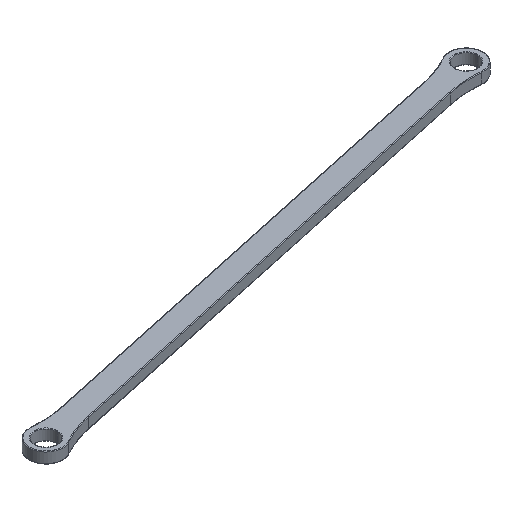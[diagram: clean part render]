
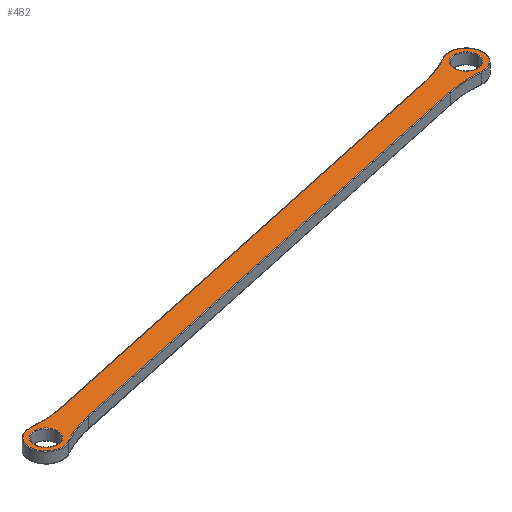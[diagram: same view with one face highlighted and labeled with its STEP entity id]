
A CAD part, isometric view. The second image highlights one B-rep face of the part: STEP entity #482.
In plain terms, the highlighted planar face has unit normal (0, 0, 1).
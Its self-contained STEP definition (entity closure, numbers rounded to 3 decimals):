
#6 = CARTESIAN_POINT ( 'NONE',  ( -208.183, 232.773, 0. ) ) ;
#9 = CIRCLE ( 'NONE', #822, 30.15 ) ;
#20 = VERTEX_POINT ( 'NONE', #417 ) ;
#23 = ORIENTED_EDGE ( 'NONE', *, *, #471, .T. ) ;
#35 = DIRECTION ( 'NONE',  ( 0., 0., 1. ) ) ;
#42 = CARTESIAN_POINT ( 'NONE',  ( -71.213, 194.827, 0. ) ) ;
#50 = CARTESIAN_POINT ( 'NONE',  ( 0., 0., 0. ) ) ;
#52 = CARTESIAN_POINT ( 'NONE',  ( -85.143, 259.341, 0. ) ) ;
#56 = CARTESIAN_POINT ( 'NONE',  ( -211.054, 198.393, 0. ) ) ;
#62 = DIRECTION ( 'NONE',  ( -0.977, -0.211, 0. ) ) ;
#80 = AXIS2_PLACEMENT_3D ( 'NONE', #56, #1190, #324 ) ;
#84 = VERTEX_POINT ( 'NONE', #1077 ) ;
#88 = AXIS2_PLACEMENT_3D ( 'NONE', #468, #186, #1140 ) ;
#95 = DIRECTION ( 'NONE',  ( 0., 0., 1. ) ) ;
#132 = CIRCLE ( 'NONE', #80, 3.15 ) ;
#141 = EDGE_CURVE ( 'NONE', #20, #1168, #529, .T. ) ;
#143 = ORIENTED_EDGE ( 'NONE', *, *, #1050, .T. ) ;
#172 = CIRCLE ( 'NONE', #874, 4.35 ) ;
#186 = DIRECTION ( 'NONE',  ( 0., 0., -1. ) ) ;
#212 = EDGE_CURVE ( 'NONE', #236, #1102, #372, .T. ) ;
#236 = VERTEX_POINT ( 'NONE', #651 ) ;
#245 = ORIENTED_EDGE ( 'NONE', *, *, #369, .T. ) ;
#247 = DIRECTION ( 'NONE',  ( 0., 0., -1. ) ) ;
#278 = EDGE_CURVE ( 'NONE', #974, #492, #795, .T. ) ;
#283 = DIRECTION ( 'NONE',  ( 1., 0., 0. ) ) ;
#312 = VECTOR ( 'NONE', #62, 1000. ) ;
#321 = CARTESIAN_POINT ( 'NONE',  ( -70.461, 233.007, 0. ) ) ;
#324 = DIRECTION ( 'NONE',  ( 1., 0., 0. ) ) ;
#327 = PLANE ( 'NONE',  #980 ) ;
#335 = VERTEX_POINT ( 'NONE', #755 ) ;
#341 = ORIENTED_EDGE ( 'NONE', *, *, #989, .T. ) ;
#354 = CARTESIAN_POINT ( 'NONE',  ( -200.617, 197.731, 0. ) ) ;
#359 = ORIENTED_EDGE ( 'NONE', *, *, #141, .T. ) ;
#366 = VERTEX_POINT ( 'NONE', #377 ) ;
#367 = ORIENTED_EDGE ( 'NONE', *, *, #212, .T. ) ;
#369 = EDGE_CURVE ( 'NONE', #1168, #335, #9, .T. ) ;
#372 = CIRCLE ( 'NONE', #466, 3.15 ) ;
#377 = CARTESIAN_POINT ( 'NONE',  ( -207.904, 198.393, 0. ) ) ;
#416 = DIRECTION ( 'NONE',  ( 0., 0., -1. ) ) ;
#417 = CARTESIAN_POINT ( 'NONE',  ( -78.78, 229.87, 0. ) ) ;
#433 = DIRECTION ( 'NONE',  ( 1., 0., 0. ) ) ;
#457 = EDGE_CURVE ( 'NONE', #791, #974, #172, .T. ) ;
#459 = FACE_OUTER_BOUND ( 'NONE', #617, .T. ) ;
#465 = VECTOR ( 'NONE', #684, 1000. ) ;
#466 = AXIS2_PLACEMENT_3D ( 'NONE', #801, #247, #433 ) ;
#468 = CARTESIAN_POINT ( 'NONE',  ( -194.253, 168.26, 0. ) ) ;
#471 = EDGE_CURVE ( 'NONE', #84, #791, #643, .T. ) ;
#482 = ADVANCED_FACE ( 'NONE', ( #1072, #459, #663 ), #327, .T. ) ;
#488 = CARTESIAN_POINT ( 'NONE',  ( -63.993, 229.208, 0. ) ) ;
#492 = VERTEX_POINT ( 'NONE', #321 ) ;
#498 = AXIS2_PLACEMENT_3D ( 'NONE', #52, #416, #701 ) ;
#501 = EDGE_CURVE ( 'NONE', #1008, #366, #132, .T. ) ;
#512 = AXIS2_PLACEMENT_3D ( 'NONE', #553, #1120, #1128 ) ;
#515 = EDGE_CURVE ( 'NONE', #366, #1008, #1158, .T. ) ;
#518 = ORIENTED_EDGE ( 'NONE', *, *, #457, .T. ) ;
#525 = EDGE_CURVE ( 'NONE', #1102, #236, #1105, .T. ) ;
#528 = LINE ( 'NONE', #803, #465 ) ;
#529 = LINE ( 'NONE', #534, #312 ) ;
#534 = CARTESIAN_POINT ( 'NONE',  ( -201.82, 203.302, 0. ) ) ;
#544 = CIRCLE ( 'NONE', #498, 30.15 ) ;
#553 = CARTESIAN_POINT ( 'NONE',  ( -68.343, 229.208, 0. ) ) ;
#561 = DIRECTION ( 'NONE',  ( 0., 0., -1. ) ) ;
#603 = ORIENTED_EDGE ( 'NONE', *, *, #501, .T. ) ;
#616 = DIRECTION ( 'NONE',  ( 0., 0., -1. ) ) ;
#617 = EDGE_LOOP ( 'NONE', ( #518, #831, #1103, #359, #245, #143, #704, #341, #23 ) ) ;
#643 = CIRCLE ( 'NONE', #1086, 30.15 ) ;
#651 = CARTESIAN_POINT ( 'NONE',  ( -65.193, 229.208, 0. ) ) ;
#663 = FACE_BOUND ( 'NONE', #778, .T. ) ;
#684 = DIRECTION ( 'NONE',  ( 0.977, 0.211, 0. ) ) ;
#700 = CARTESIAN_POINT ( 'NONE',  ( -68.343, 229.208, 0. ) ) ;
#701 = DIRECTION ( 'NONE',  ( 1., 0., 0. ) ) ;
#703 = DIRECTION ( 'NONE',  ( 1., 0., 0. ) ) ;
#704 = ORIENTED_EDGE ( 'NONE', *, *, #1083, .T. ) ;
#706 = CARTESIAN_POINT ( 'NONE',  ( -68.343, 229.208, 0. ) ) ;
#711 = DIRECTION ( 'NONE',  ( 0., 0., 1. ) ) ;
#748 = CARTESIAN_POINT ( 'NONE',  ( -211.054, 198.393, 0. ) ) ;
#755 = CARTESIAN_POINT ( 'NONE',  ( -210.692, 202.727, 0. ) ) ;
#770 = VERTEX_POINT ( 'NONE', #852 ) ;
#772 = DIRECTION ( 'NONE',  ( 1., 0., 0. ) ) ;
#778 = EDGE_LOOP ( 'NONE', ( #367, #1091 ) ) ;
#782 = CIRCLE ( 'NONE', #88, 30.15 ) ;
#791 = VERTEX_POINT ( 'NONE', #844 ) ;
#795 = CIRCLE ( 'NONE', #512, 4.35 ) ;
#801 = CARTESIAN_POINT ( 'NONE',  ( -68.343, 229.208, 0. ) ) ;
#803 = CARTESIAN_POINT ( 'NONE',  ( -49.73, 230.311, 0. ) ) ;
#822 = AXIS2_PLACEMENT_3D ( 'NONE', #6, #561, #283 ) ;
#831 = ORIENTED_EDGE ( 'NONE', *, *, #278, .T. ) ;
#840 = CARTESIAN_POINT ( 'NONE',  ( -71.493, 229.208, 0. ) ) ;
#844 = CARTESIAN_POINT ( 'NONE',  ( -68.705, 224.873, 0. ) ) ;
#852 = CARTESIAN_POINT ( 'NONE',  ( -208.935, 194.593, 0. ) ) ;
#870 = ORIENTED_EDGE ( 'NONE', *, *, #515, .T. ) ;
#874 = AXIS2_PLACEMENT_3D ( 'NONE', #700, #711, #982 ) ;
#885 = CARTESIAN_POINT ( 'NONE',  ( -211.054, 198.393, 0. ) ) ;
#950 = CIRCLE ( 'NONE', #1159, 4.35 ) ;
#956 = AXIS2_PLACEMENT_3D ( 'NONE', #885, #978, #1173 ) ;
#974 = VERTEX_POINT ( 'NONE', #488 ) ;
#978 = DIRECTION ( 'NONE',  ( 0., 0., -1. ) ) ;
#980 = AXIS2_PLACEMENT_3D ( 'NONE', #50, #35, #772 ) ;
#982 = DIRECTION ( 'NONE',  ( 1., 0., 0. ) ) ;
#986 = DIRECTION ( 'NONE',  ( 0., 0., -1. ) ) ;
#989 = EDGE_CURVE ( 'NONE', #1213, #84, #528, .T. ) ;
#994 = AXIS2_PLACEMENT_3D ( 'NONE', #706, #616, #1078 ) ;
#996 = EDGE_LOOP ( 'NONE', ( #870, #603 ) ) ;
#1008 = VERTEX_POINT ( 'NONE', #1149 ) ;
#1050 = EDGE_CURVE ( 'NONE', #335, #770, #950, .T. ) ;
#1068 = CARTESIAN_POINT ( 'NONE',  ( -201.82, 203.302, 0. ) ) ;
#1072 = FACE_BOUND ( 'NONE', #996, .T. ) ;
#1077 = CARTESIAN_POINT ( 'NONE',  ( -77.577, 224.298, 0. ) ) ;
#1078 = DIRECTION ( 'NONE',  ( 1., 0., 0. ) ) ;
#1083 = EDGE_CURVE ( 'NONE', #770, #1213, #782, .T. ) ;
#1086 = AXIS2_PLACEMENT_3D ( 'NONE', #42, #986, #703 ) ;
#1091 = ORIENTED_EDGE ( 'NONE', *, *, #525, .T. ) ;
#1102 = VERTEX_POINT ( 'NONE', #840 ) ;
#1103 = ORIENTED_EDGE ( 'NONE', *, *, #1172, .T. ) ;
#1105 = CIRCLE ( 'NONE', #994, 3.15 ) ;
#1120 = DIRECTION ( 'NONE',  ( 0., 0., 1. ) ) ;
#1128 = DIRECTION ( 'NONE',  ( 1., 0., 0. ) ) ;
#1140 = DIRECTION ( 'NONE',  ( 1., 0., 0. ) ) ;
#1149 = CARTESIAN_POINT ( 'NONE',  ( -214.204, 198.393, 0. ) ) ;
#1158 = CIRCLE ( 'NONE', #956, 3.15 ) ;
#1159 = AXIS2_PLACEMENT_3D ( 'NONE', #748, #95, #1235 ) ;
#1168 = VERTEX_POINT ( 'NONE', #1068 ) ;
#1172 = EDGE_CURVE ( 'NONE', #492, #20, #544, .T. ) ;
#1173 = DIRECTION ( 'NONE',  ( 1., 0., 0. ) ) ;
#1190 = DIRECTION ( 'NONE',  ( 0., 0., -1. ) ) ;
#1213 = VERTEX_POINT ( 'NONE', #354 ) ;
#1235 = DIRECTION ( 'NONE',  ( 1., 0., 0. ) ) ;
